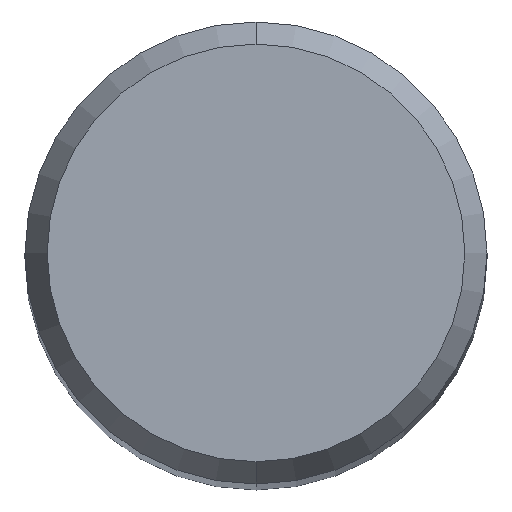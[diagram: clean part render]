
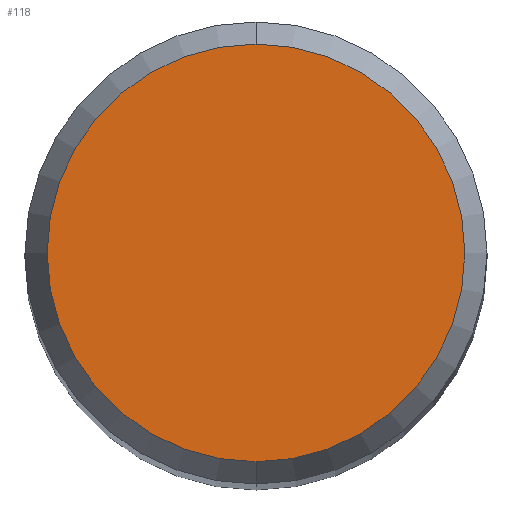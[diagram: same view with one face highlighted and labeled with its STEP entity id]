
A CAD part, top view. The second image highlights one B-rep face of the part: STEP entity #118.
In plain terms, the highlighted planar face has unit normal (0, 0, 1).
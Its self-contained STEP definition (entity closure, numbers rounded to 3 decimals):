
#106=VERTEX_POINT('',#245);
#118=ADVANCED_FACE('',(#259),#260,.T.);
#122=EDGE_CURVE('',#106,#162,#264,.T.);
#162=VERTEX_POINT('',#310);
#180=EDGE_CURVE('',#162,#106,#331,.T.);
#245=CARTESIAN_POINT('',(0.,-2.158,0.01));
#259=FACE_OUTER_BOUND('',#407,.T.);
#260=PLANE('',#408);
#264=CIRCLE('',#413,2.158);
#310=CARTESIAN_POINT('',(0.0,2.158,0.01));
#331=CIRCLE('',#497,2.158);
#407=EDGE_LOOP('',(#585,#586));
#408=AXIS2_PLACEMENT_3D('',#587,#588,#589);
#413=AXIS2_PLACEMENT_3D('',#590,#591,#592);
#497=AXIS2_PLACEMENT_3D('',#681,#682,#683);
#585=ORIENTED_EDGE('',*,*,#180,.F.);
#586=ORIENTED_EDGE('',*,*,#122,.F.);
#587=CARTESIAN_POINT('',(0.0,1.079,0.01));
#588=DIRECTION('',(-0.0,0.0,1.0));
#589=DIRECTION('',(0.0,-1.0,0.0));
#590=CARTESIAN_POINT('',(0.0,0.0,0.01));
#591=DIRECTION('',(0.0,0.0,-1.0));
#592=DIRECTION('',(0.0,1.0,0.0));
#681=CARTESIAN_POINT('',(0.0,0.0,0.01));
#682=DIRECTION('',(0.0,0.0,-1.0));
#683=DIRECTION('',(0.0,1.0,0.0));
